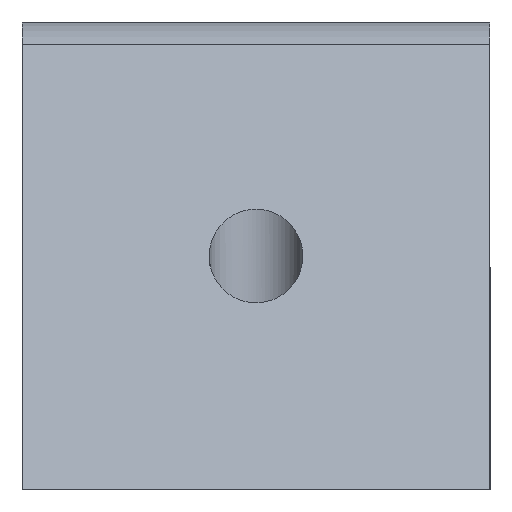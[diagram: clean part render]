
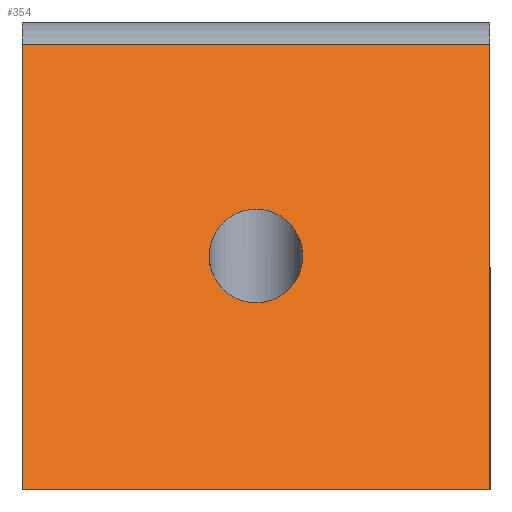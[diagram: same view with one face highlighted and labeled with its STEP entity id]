
A CAD part, left-side view. The second image highlights one B-rep face of the part: STEP entity #354.
In plain terms, the highlighted planar face has unit normal (-0.707, 0, 0.707).
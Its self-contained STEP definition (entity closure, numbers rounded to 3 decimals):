
#17=FACE_BOUND('',#73,.T.);
#31=ELLIPSE('',#395,4.243,3.);
#52=FACE_OUTER_BOUND('',#72,.T.);
#72=EDGE_LOOP('',(#305,#306,#307,#308));
#73=EDGE_LOOP('',(#309));
#108=LINE('',#571,#144);
#109=LINE('',#575,#145);
#110=LINE('',#579,#146);
#113=LINE('',#584,#149);
#144=VECTOR('',#466,10.);
#145=VECTOR('',#471,10.);
#146=VECTOR('',#476,10.);
#149=VECTOR('',#481,10.);
#176=VERTEX_POINT('',#568);
#177=VERTEX_POINT('',#570);
#178=VERTEX_POINT('',#574);
#179=VERTEX_POINT('',#578);
#181=VERTEX_POINT('',#585);
#218=EDGE_CURVE('',#177,#176,#108,.T.);
#220=EDGE_CURVE('',#177,#178,#109,.T.);
#222=EDGE_CURVE('',#179,#178,#110,.T.);
#225=EDGE_CURVE('',#176,#179,#113,.T.);
#226=EDGE_CURVE('',#181,#181,#31,.T.);
#305=ORIENTED_EDGE('',*,*,#220,.F.);
#306=ORIENTED_EDGE('',*,*,#218,.T.);
#307=ORIENTED_EDGE('',*,*,#225,.T.);
#308=ORIENTED_EDGE('',*,*,#222,.T.);
#309=ORIENTED_EDGE('',*,*,#226,.T.);
#338=PLANE('',#394);
#354=ADVANCED_FACE('',(#52,#17),#338,.T.);
#394=AXIS2_PLACEMENT_3D('',#583,#479,#480);
#395=AXIS2_PLACEMENT_3D('',#586,#482,#483);
#466=DIRECTION('',(-0.707,0.,-0.707));
#471=DIRECTION('',(0.,-1.,0.));
#476=DIRECTION('',(0.707,0.,0.707));
#479=DIRECTION('center_axis',(-0.707,0.,0.707));
#480=DIRECTION('ref_axis',(0.707,0.,0.707));
#481=DIRECTION('',(0.,-1.,0.));
#482=DIRECTION('center_axis',(0.707,0.,-0.707));
#483=DIRECTION('ref_axis',(-0.707,0.,-0.707));
#568=CARTESIAN_POINT('',(-742.5,262.5,133.914));
#570=CARTESIAN_POINT('',(-713.964,262.5,162.45));
#571=CARTESIAN_POINT('',(-697.5,262.5,178.914));
#574=CARTESIAN_POINT('',(-713.964,232.5,162.45));
#575=CARTESIAN_POINT('',(-713.964,251.25,162.45));
#578=CARTESIAN_POINT('',(-742.5,232.5,133.914));
#579=CARTESIAN_POINT('',(-735.,232.5,141.414));
#583=CARTESIAN_POINT('Origin',(-727.5,255.,148.914));
#584=CARTESIAN_POINT('',(-742.5,262.5,133.914));
#585=CARTESIAN_POINT('',(-724.5,247.5,151.914));
#586=CARTESIAN_POINT('Origin',(-727.5,247.5,148.914));
